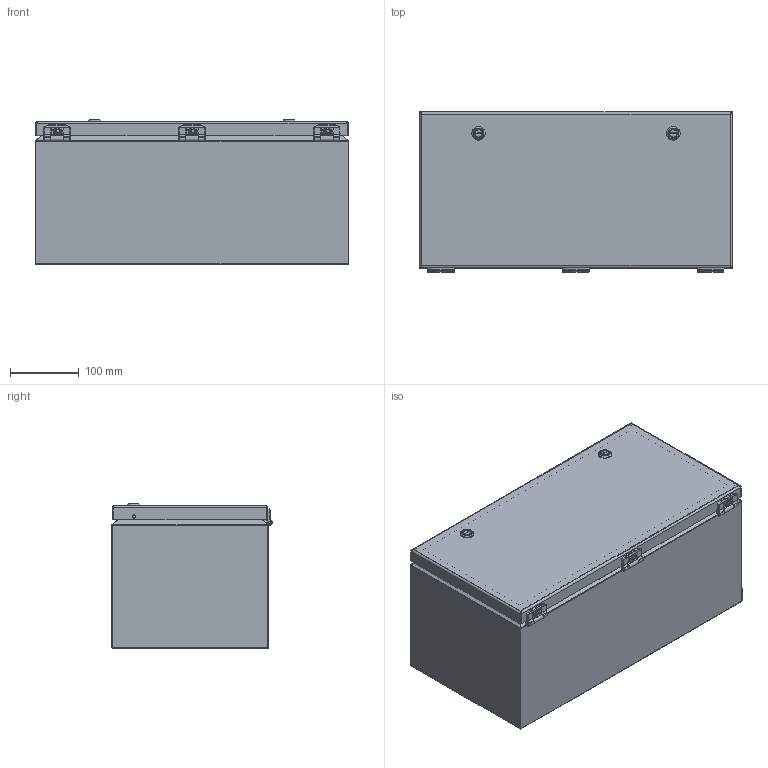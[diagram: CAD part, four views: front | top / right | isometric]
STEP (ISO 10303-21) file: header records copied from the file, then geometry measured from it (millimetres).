
FILE_DESCRIPTION (( 'STEP AP214' ), '1' );
FILE_NAME ('SCE-L9188ELJ.STEP', '2022-04-30T18:05:30', ( '' ), ( '' ), 'SwSTEP 2.0', 'SolidWorks 2022', '' );
FILE_SCHEMA (( 'AUTOMOTIVE_DESIGN' ));
Length unit declared in the file: inch
Products named in the file (1): SCE-L9188ELJ
Bounding box: 457.3 x 234.18 x 210.72 mm (x, y, z)
Volume: 1017669.6 mm3; surface area: 1266708.5 mm2
Topology: 44 solids, 44 shells, 1981 faces, 4937 edges, 2897 vertices
Faces by surface type: plane 997, cylinder 497, bspline 257, torus 111, sphere 69, cone 50
Full cylindrical faces by diameter (mm): 3.81 x3, 3.962 x3, 4.013 x9, 4.166 x3, 4.42 x3, 4.763 x2, 4.775 x7, 4.826 x8, 5.08 x2, 5.537 x2, 6.058 x2, 6.35 x6, 6.463 x2, 6.502 x1, 6.604 x3, 6.756 x3, 6.824 x2, 7.112 x6, 7.167 x2, 7.216 x6, 7.874 x2, 8.28 x2, 8.89 x2, 9.474 x6, 10.922 x2, 11.684 x2, 12.065 x2, 16.002 x2, 20.018 x2
Entity records: 65833 total; most frequent: CARTESIAN_POINT 21455, ORIENTED_EDGE 9056, DIRECTION 8802, EDGE_CURVE 4528, AXIS2_PLACEMENT_3D 3240, VERTEX_POINT 2845, VECTOR 2322, LINE 2322
